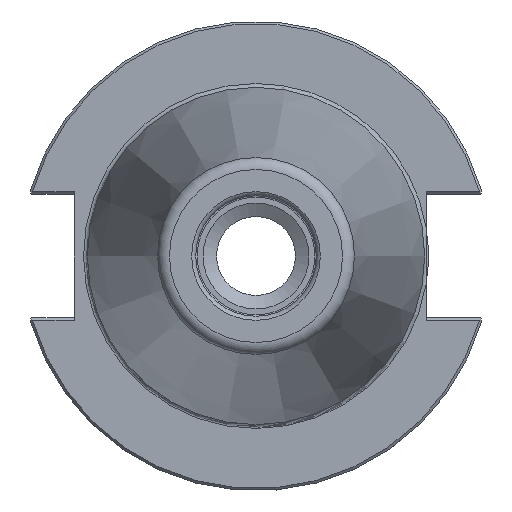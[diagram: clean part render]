
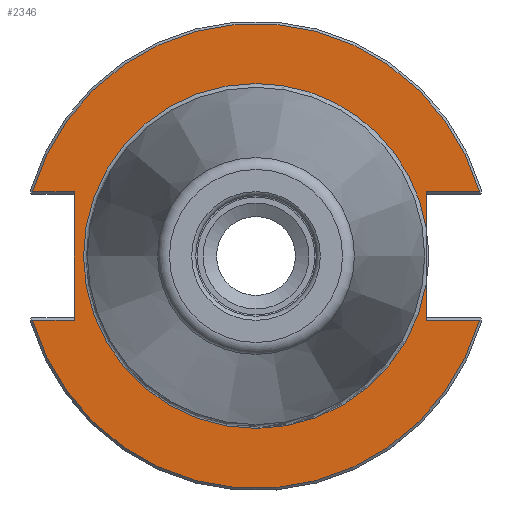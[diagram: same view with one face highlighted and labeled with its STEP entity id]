
A CAD part, left-side view. The second image highlights one B-rep face of the part: STEP entity #2346.
In plain terms, the highlighted planar face has unit normal (-1, 0, 0).
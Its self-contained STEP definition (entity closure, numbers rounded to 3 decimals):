
#142=PLANE('',#2547);
#199=LINE('',#3623,#338);
#203=LINE('',#3631,#342);
#204=LINE('',#3635,#343);
#205=LINE('',#3637,#344);
#206=LINE('',#3639,#345);
#207=LINE('',#3643,#346);
#208=LINE('',#3645,#347);
#338=VECTOR('',#2922,10.);
#342=VECTOR('',#2928,10.);
#343=VECTOR('',#2931,10.);
#344=VECTOR('',#2932,10.);
#345=VECTOR('',#2933,10.);
#346=VECTOR('',#2936,10.);
#347=VECTOR('',#2937,10.);
#509=FACE_OUTER_BOUND('',#639,.T.);
#639=EDGE_LOOP('',(#1686,#1687,#1688,#1689,#1690,#1691,#1692,#1693,#1694,
#1695,#1696));
#811=CIRCLE('',#2548,48.25);
#812=CIRCLE('',#2549,48.25);
#813=CIRCLE('',#2550,35.8);
#814=CIRCLE('',#2551,35.8);
#971=VERTEX_POINT('',#3618);
#972=VERTEX_POINT('',#3622);
#975=VERTEX_POINT('',#3630);
#976=VERTEX_POINT('',#3632);
#977=VERTEX_POINT('',#3634);
#978=VERTEX_POINT('',#3636);
#979=VERTEX_POINT('',#3638);
#980=VERTEX_POINT('',#3640);
#981=VERTEX_POINT('',#3642);
#982=VERTEX_POINT('',#3644);
#983=VERTEX_POINT('',#3646);
#1250=EDGE_CURVE('',#971,#972,#199,.T.);
#1254=EDGE_CURVE('',#975,#972,#203,.T.);
#1255=EDGE_CURVE('',#976,#971,#811,.T.);
#1256=EDGE_CURVE('',#977,#976,#204,.T.);
#1257=EDGE_CURVE('',#977,#978,#205,.T.);
#1258=EDGE_CURVE('',#979,#978,#206,.T.);
#1259=EDGE_CURVE('',#980,#979,#812,.T.);
#1260=EDGE_CURVE('',#981,#980,#207,.T.);
#1261=EDGE_CURVE('',#981,#982,#208,.T.);
#1262=EDGE_CURVE('',#982,#983,#813,.T.);
#1263=EDGE_CURVE('',#983,#975,#814,.T.);
#1686=ORIENTED_EDGE('',*,*,#1254,.T.);
#1687=ORIENTED_EDGE('',*,*,#1250,.F.);
#1688=ORIENTED_EDGE('',*,*,#1255,.F.);
#1689=ORIENTED_EDGE('',*,*,#1256,.F.);
#1690=ORIENTED_EDGE('',*,*,#1257,.T.);
#1691=ORIENTED_EDGE('',*,*,#1258,.F.);
#1692=ORIENTED_EDGE('',*,*,#1259,.F.);
#1693=ORIENTED_EDGE('',*,*,#1260,.F.);
#1694=ORIENTED_EDGE('',*,*,#1261,.T.);
#1695=ORIENTED_EDGE('',*,*,#1262,.T.);
#1696=ORIENTED_EDGE('',*,*,#1263,.T.);
#2346=ADVANCED_FACE('',(#509),#142,.T.);
#2547=AXIS2_PLACEMENT_3D('',#3629,#2926,#2927);
#2548=AXIS2_PLACEMENT_3D('',#3633,#2929,#2930);
#2549=AXIS2_PLACEMENT_3D('',#3641,#2934,#2935);
#2550=AXIS2_PLACEMENT_3D('',#3647,#2938,#2939);
#2551=AXIS2_PLACEMENT_3D('',#3648,#2940,#2941);
#2922=DIRECTION('',(0.,1.,0.));
#2926=DIRECTION('center_axis',(-1.,0.,0.));
#2927=DIRECTION('ref_axis',(0.,0.,1.));
#2928=DIRECTION('',(0.,0.,1.));
#2929=DIRECTION('center_axis',(1.,0.,0.));
#2930=DIRECTION('ref_axis',(0.,0.,-1.));
#2931=DIRECTION('',(0.,1.,0.));
#2932=DIRECTION('',(0.,0.,-1.));
#2933=DIRECTION('',(0.,-1.,0.));
#2934=DIRECTION('center_axis',(1.,0.,0.));
#2935=DIRECTION('ref_axis',(0.,0.,-1.));
#2936=DIRECTION('',(0.,-1.,0.));
#2937=DIRECTION('',(0.,0.,1.));
#2938=DIRECTION('center_axis',(1.,0.,0.));
#2939=DIRECTION('ref_axis',(0.,0.,-1.));
#2940=DIRECTION('center_axis',(1.,0.,0.));
#2941=DIRECTION('ref_axis',(0.,0.,-1.));
#3618=CARTESIAN_POINT('',(1.5,-46.373,13.325));
#3622=CARTESIAN_POINT('',(1.5,-35.3,13.325));
#3623=CARTESIAN_POINT('',(1.5,6.475,13.325));
#3629=CARTESIAN_POINT('Origin',(1.5,48.25,0.));
#3630=CARTESIAN_POINT('',(1.5,-35.3,5.962));
#3631=CARTESIAN_POINT('',(1.5,-35.3,-6.413));
#3632=CARTESIAN_POINT('',(1.5,46.373,13.325));
#3633=CARTESIAN_POINT('Origin',(1.5,0.,
0.));
#3634=CARTESIAN_POINT('',(1.5,37.7,13.325));
#3635=CARTESIAN_POINT('',(1.5,61.395,13.325));
#3636=CARTESIAN_POINT('',(1.5,37.7,-13.325));
#3637=CARTESIAN_POINT('',(1.5,37.7,6.413));
#3638=CARTESIAN_POINT('',(1.5,46.373,-13.325));
#3639=CARTESIAN_POINT('',(1.5,42.975,-13.325));
#3640=CARTESIAN_POINT('',(1.5,-46.373,-13.325));
#3641=CARTESIAN_POINT('Origin',(1.5,0.,
0.));
#3642=CARTESIAN_POINT('',(1.5,-35.3,-13.325));
#3643=CARTESIAN_POINT('',(1.5,-13.707,-13.325));
#3644=CARTESIAN_POINT('',(1.5,-35.3,-5.962));
#3645=CARTESIAN_POINT('',(1.5,-35.3,-6.413));
#3646=CARTESIAN_POINT('',(1.5,0.,35.8));
#3647=CARTESIAN_POINT('Origin',(1.5,0.,
0.));
#3648=CARTESIAN_POINT('Origin',(1.5,0.,
0.));
